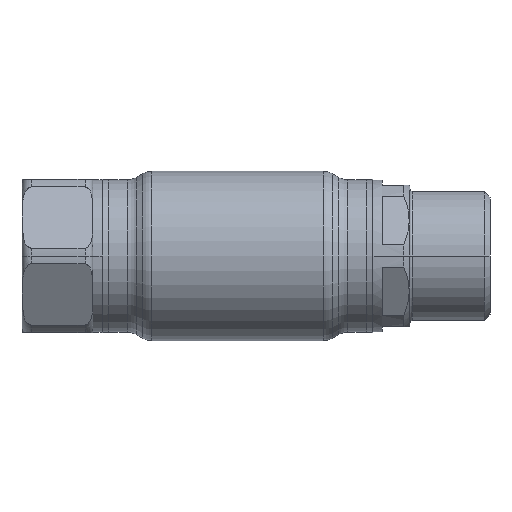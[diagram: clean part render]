
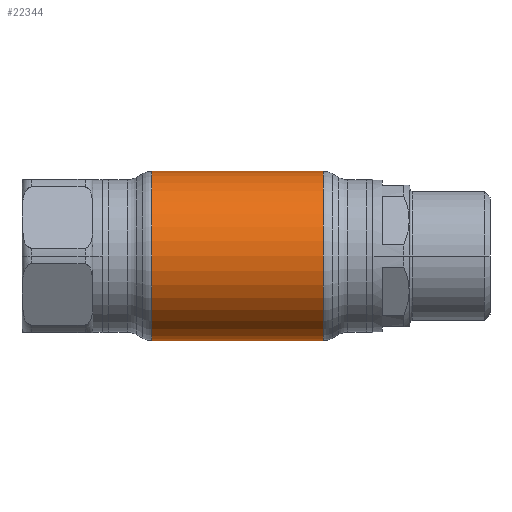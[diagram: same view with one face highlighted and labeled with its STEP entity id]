
A CAD part, front view. The second image highlights one B-rep face of the part: STEP entity #22344.
In plain terms, the highlighted cylindrical face has radius 27.5 mm (diameter 55 mm), a partial arc.
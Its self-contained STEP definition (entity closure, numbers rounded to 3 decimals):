
#119 = DIRECTION ( 'NONE',  ( 0., 0., 1. ) ) ;
#287 = AXIS2_PLACEMENT_3D ( 'NONE', #44908, #36691, #22719 ) ;
#405 = CARTESIAN_POINT ( 'NONE',  ( -62.69, 0., 0. ) ) ;
#873 = VERTEX_POINT ( 'NONE', #6228 ) ;
#944 = DIRECTION ( 'NONE',  ( -1., 0., 0. ) ) ;
#2290 = ORIENTED_EDGE ( 'NONE', *, *, #11830, .F. ) ;
#4444 = DIRECTION ( 'NONE',  ( -1., 0., 0. ) ) ;
#6228 = CARTESIAN_POINT ( 'NONE',  ( 27.785, 0., -27.5 ) ) ;
#10423 = ORIENTED_EDGE ( 'NONE', *, *, #50333, .T. ) ;
#10466 = CIRCLE ( 'NONE', #43311, 27.5 ) ;
#11830 = EDGE_CURVE ( 'NONE', #23985, #13961, #18586, .T. ) ;
#12819 = ORIENTED_EDGE ( 'NONE', *, *, #55145, .F. ) ;
#13264 = AXIS2_PLACEMENT_3D ( 'NONE', #405, #944, #119 ) ;
#13961 = VERTEX_POINT ( 'NONE', #48738 ) ;
#17291 = DIRECTION ( 'NONE',  ( -1., 0., 0. ) ) ;
#18586 = CIRCLE ( 'NONE', #287, 27.5 ) ;
#18904 = EDGE_CURVE ( 'NONE', #873, #43094, #10466, .T. ) ;
#22344 = ADVANCED_FACE ( 'NONE', ( #43849 ), #40140, .T. ) ;
#22719 = DIRECTION ( 'NONE',  ( 0., 0., 1. ) ) ;
#23519 = ORIENTED_EDGE ( 'NONE', *, *, #18904, .T. ) ;
#23653 = CARTESIAN_POINT ( 'NONE',  ( -62.69, 0., 27.5 ) ) ;
#23922 = LINE ( 'NONE', #23653, #28672 ) ;
#23985 = VERTEX_POINT ( 'NONE', #54384 ) ;
#24308 = CARTESIAN_POINT ( 'NONE',  ( 27.785, 0., 27.5 ) ) ;
#28672 = VECTOR ( 'NONE', #31967, 1000. ) ;
#28879 = VECTOR ( 'NONE', #4444, 1000. ) ;
#29343 = CARTESIAN_POINT ( 'NONE',  ( 27.785, 0., 0. ) ) ;
#31967 = DIRECTION ( 'NONE',  ( -1., 0., 0. ) ) ;
#36691 = DIRECTION ( 'NONE',  ( -1., 0., 0. ) ) ;
#40140 = CYLINDRICAL_SURFACE ( 'NONE', #13264, 27.5 ) ;
#42431 = DIRECTION ( 'NONE',  ( 0., 0., 1. ) ) ;
#43094 = VERTEX_POINT ( 'NONE', #24308 ) ;
#43311 = AXIS2_PLACEMENT_3D ( 'NONE', #29343, #17291, #42431 ) ;
#43582 = CARTESIAN_POINT ( 'NONE',  ( -62.69, 0., -27.5 ) ) ;
#43849 = FACE_OUTER_BOUND ( 'NONE', #48609, .T. ) ;
#44908 = CARTESIAN_POINT ( 'NONE',  ( -27.785, 0., 0. ) ) ;
#48609 = EDGE_LOOP ( 'NONE', ( #12819, #23519, #10423, #2290 ) ) ;
#48738 = CARTESIAN_POINT ( 'NONE',  ( -27.785, 0., 27.5 ) ) ;
#50333 = EDGE_CURVE ( 'NONE', #43094, #13961, #23922, .T. ) ;
#54384 = CARTESIAN_POINT ( 'NONE',  ( -27.785, 0., -27.5 ) ) ;
#55145 = EDGE_CURVE ( 'NONE', #873, #23985, #56371, .T. ) ;
#56371 = LINE ( 'NONE', #43582, #28879 ) ;
